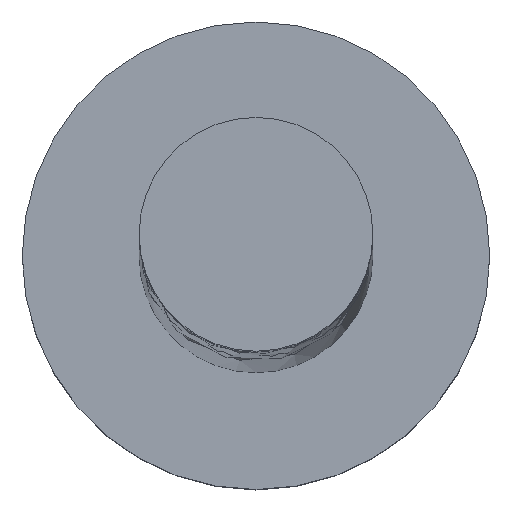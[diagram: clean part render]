
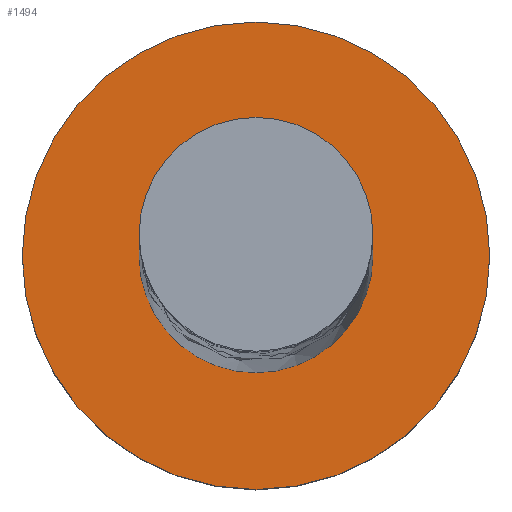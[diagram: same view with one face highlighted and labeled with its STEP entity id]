
A CAD part, top view. The second image highlights one B-rep face of the part: STEP entity #1494.
In plain terms, the highlighted planar face has unit normal (0, 0, 1).
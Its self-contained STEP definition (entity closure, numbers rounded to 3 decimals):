
#25 = CIRCLE ( 'NONE', #214, 1.5 ) ;
#27 = CARTESIAN_POINT ( 'NONE',  ( -3., 0., 3. ) ) ;
#41 = AXIS2_PLACEMENT_3D ( 'NONE', #1123, #864, #53 ) ;
#53 = DIRECTION ( 'NONE',  ( 1., 0., 0. ) ) ;
#67 = ORIENTED_EDGE ( 'NONE', *, *, #164, .T. ) ;
#73 = EDGE_LOOP ( 'NONE', ( #1358, #1404 ) ) ;
#88 = EDGE_CURVE ( 'NONE', #1126, #691, #1029, .T. ) ;
#109 = AXIS2_PLACEMENT_3D ( 'NONE', #386, #738, #254 ) ;
#125 = DIRECTION ( 'NONE',  ( 0., 0., 1. ) ) ;
#164 = EDGE_CURVE ( 'NONE', #1118, #673, #1299, .T. ) ;
#174 = CARTESIAN_POINT ( 'NONE',  ( 0., 0., 3. ) ) ;
#214 = AXIS2_PLACEMENT_3D ( 'NONE', #174, #567, #1045 ) ;
#248 = CARTESIAN_POINT ( 'NONE',  ( 3., 0., 3. ) ) ;
#254 = DIRECTION ( 'NONE',  ( 1., 0., 0. ) ) ;
#386 = CARTESIAN_POINT ( 'NONE',  ( 0., 0., 3. ) ) ;
#501 = ORIENTED_EDGE ( 'NONE', *, *, #1180, .T. ) ;
#567 = DIRECTION ( 'NONE',  ( 0., 0., 1. ) ) ;
#611 = CIRCLE ( 'NONE', #41, 3. ) ;
#626 = CARTESIAN_POINT ( 'NONE',  ( 0., 0., 3. ) ) ;
#673 = VERTEX_POINT ( 'NONE', #27 ) ;
#691 = VERTEX_POINT ( 'NONE', #1460 ) ;
#721 = FACE_BOUND ( 'NONE', #73, .T. ) ;
#738 = DIRECTION ( 'NONE',  ( 0., 0., 1. ) ) ;
#824 = DIRECTION ( 'NONE',  ( 0., 0., 1. ) ) ;
#849 = CARTESIAN_POINT ( 'NONE',  ( -1.5, 0., 3. ) ) ;
#864 = DIRECTION ( 'NONE',  ( 0., 0., 1. ) ) ;
#940 = FACE_OUTER_BOUND ( 'NONE', #1138, .T. ) ;
#946 = EDGE_CURVE ( 'NONE', #691, #1126, #25, .T. ) ;
#979 = DIRECTION ( 'NONE',  ( 1., 0., 0. ) ) ;
#1029 = CIRCLE ( 'NONE', #109, 1.5 ) ;
#1045 = DIRECTION ( 'NONE',  ( 1., 0., 0. ) ) ;
#1050 = DIRECTION ( 'NONE',  ( 1., 0., 0. ) ) ;
#1118 = VERTEX_POINT ( 'NONE', #248 ) ;
#1123 = CARTESIAN_POINT ( 'NONE',  ( 0., 0., 3. ) ) ;
#1126 = VERTEX_POINT ( 'NONE', #849 ) ;
#1138 = EDGE_LOOP ( 'NONE', ( #501, #67 ) ) ;
#1152 = AXIS2_PLACEMENT_3D ( 'NONE', #626, #125, #979 ) ;
#1180 = EDGE_CURVE ( 'NONE', #673, #1118, #611, .T. ) ;
#1263 = AXIS2_PLACEMENT_3D ( 'NONE', #1410, #824, #1050 ) ;
#1299 = CIRCLE ( 'NONE', #1152, 3. ) ;
#1311 = PLANE ( 'NONE',  #1263 ) ;
#1358 = ORIENTED_EDGE ( 'NONE', *, *, #88, .F. ) ;
#1404 = ORIENTED_EDGE ( 'NONE', *, *, #946, .F. ) ;
#1410 = CARTESIAN_POINT ( 'NONE',  ( 0., 0., 3. ) ) ;
#1460 = CARTESIAN_POINT ( 'NONE',  ( 1.5, 0., 3. ) ) ;
#1494 = ADVANCED_FACE ( 'NONE', ( #721, #940 ), #1311, .T. ) ;
